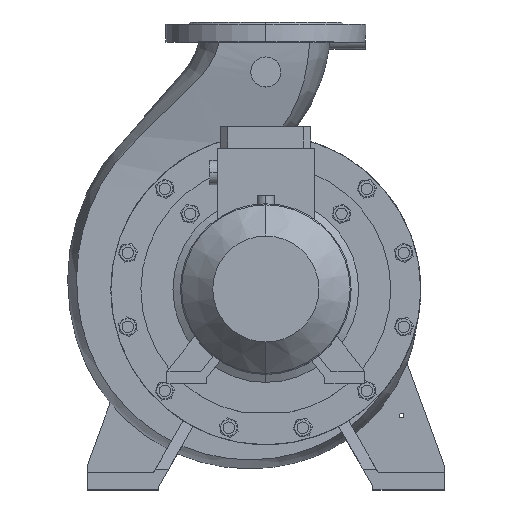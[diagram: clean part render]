
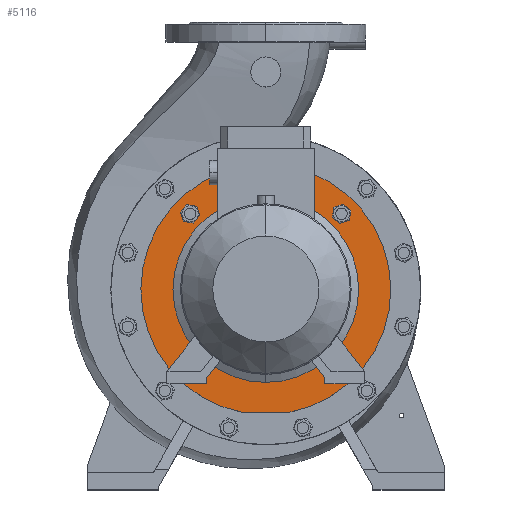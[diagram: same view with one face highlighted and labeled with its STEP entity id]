
A CAD part, top view. The second image highlights one B-rep face of the part: STEP entity #5116.
In plain terms, the highlighted planar face has unit normal (0, 0, 1).
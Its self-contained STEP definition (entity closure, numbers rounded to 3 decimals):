
#96 = CARTESIAN_POINT ( 'NONE',  ( 0., 0., 265. ) ) ;
#104 = AXIS2_PLACEMENT_3D ( 'NONE', #45472, #51102, #55797 ) ;
#631 = CARTESIAN_POINT ( 'NONE',  ( 117.293, -108.046, 265. ) ) ;
#1675 = CIRCLE ( 'NONE', #11143, 11.4 ) ;
#3932 = ORIENTED_EDGE ( 'NONE', *, *, #68897, .T. ) ;
#4833 = FACE_BOUND ( 'NONE', #62475, .T. ) ;
#5116 = ADVANCED_FACE ( 'NONE', ( #64478, #4833, #34624, #60994, #59222, #70572 ), #5996, .T. ) ;
#5508 = CARTESIAN_POINT ( 'NONE',  ( 104.086, 94.839, 265. ) ) ;
#5996 = PLANE ( 'NONE',  #104 ) ;
#7182 = CIRCLE ( 'NONE', #23020, 11.4 ) ;
#7199 = VECTOR ( 'NONE', #56389, 1000. ) ;
#7256 = CARTESIAN_POINT ( 'NONE',  ( 94.839, -104.086, 265. ) ) ;
#7689 = DIRECTION ( 'NONE',  ( 0., 0., 1. ) ) ;
#7816 = EDGE_LOOP ( 'NONE', ( #3932, #46304 ) ) ;
#8180 = EDGE_CURVE ( 'NONE', #60937, #25235, #55330, .T. ) ;
#10680 = CIRCLE ( 'NONE', #66772, 11.4 ) ;
#10973 = EDGE_CURVE ( 'NONE', #66572, #35027, #10680, .T. ) ;
#11006 = EDGE_LOOP ( 'NONE', ( #34071, #16545 ) ) ;
#11143 = AXIS2_PLACEMENT_3D ( 'NONE', #38876, #72462, #44787 ) ;
#12930 = VERTEX_POINT ( 'NONE', #64587 ) ;
#13256 = CARTESIAN_POINT ( 'NONE',  ( 106.066, -106.066, 265. ) ) ;
#13382 = DIRECTION ( 'NONE',  ( 0., -1., 0. ) ) ;
#14461 = DIRECTION ( 'NONE',  ( 0., 0., -1. ) ) ;
#15016 = DIRECTION ( 'NONE',  ( 0., 1., 0. ) ) ;
#16089 = VERTEX_POINT ( 'NONE', #7256 ) ;
#16381 = DIRECTION ( 'NONE',  ( 0., 0., 1. ) ) ;
#16545 = ORIENTED_EDGE ( 'NONE', *, *, #62495, .T. ) ;
#17308 = CIRCLE ( 'NONE', #26329, 130. ) ;
#17766 = CARTESIAN_POINT ( 'NONE',  ( 106.066, 106.066, 265. ) ) ;
#19528 = ORIENTED_EDGE ( 'NONE', *, *, #56567, .T. ) ;
#21298 = DIRECTION ( 'NONE',  ( 0., 0., -1. ) ) ;
#22904 = VERTEX_POINT ( 'NONE', #36624 ) ;
#23020 = AXIS2_PLACEMENT_3D ( 'NONE', #48097, #14461, #47149 ) ;
#24452 = CIRCLE ( 'NONE', #51093, 11.4 ) ;
#24650 = ORIENTED_EDGE ( 'NONE', *, *, #10973, .F. ) ;
#25193 = DIRECTION ( 'NONE',  ( 0., 0., 1. ) ) ;
#25235 = VERTEX_POINT ( 'NONE', #40737 ) ;
#26310 = EDGE_CURVE ( 'NONE', #44238, #60937, #36899, .T. ) ;
#26329 = AXIS2_PLACEMENT_3D ( 'NONE', #62291, #28677, #27959 ) ;
#27959 = DIRECTION ( 'NONE',  ( 0., 1., 0. ) ) ;
#28677 = DIRECTION ( 'NONE',  ( 0., 0., -1. ) ) ;
#29673 = ORIENTED_EDGE ( 'NONE', *, *, #54588, .F. ) ;
#30533 = CARTESIAN_POINT ( 'NONE',  ( -106.066, -106.066, 265. ) ) ;
#30964 = DIRECTION ( 'NONE',  ( 0., 0., -1. ) ) ;
#31134 = ORIENTED_EDGE ( 'NONE', *, *, #39825, .T. ) ;
#33270 = DIRECTION ( 'NONE',  ( 0., -1., 0. ) ) ;
#33394 = VERTEX_POINT ( 'NONE', #5508 ) ;
#33782 = EDGE_LOOP ( 'NONE', ( #19528, #68762, #34457 ) ) ;
#33895 = DIRECTION ( 'NONE',  ( 0., 1., 0. ) ) ;
#33915 = ORIENTED_EDGE ( 'NONE', *, *, #63880, .F. ) ;
#34071 = ORIENTED_EDGE ( 'NONE', *, *, #56444, .T. ) ;
#34423 = DIRECTION ( 'NONE',  ( 0., 0., -1. ) ) ;
#34457 = ORIENTED_EDGE ( 'NONE', *, *, #26310, .F. ) ;
#34624 = FACE_BOUND ( 'NONE', #62561, .T. ) ;
#35027 = VERTEX_POINT ( 'NONE', #55282 ) ;
#36281 = CARTESIAN_POINT ( 'NONE',  ( 0., 0., 265. ) ) ;
#36530 = DIRECTION ( 'NONE',  ( 0., 1., 0. ) ) ;
#36624 = CARTESIAN_POINT ( 'NONE',  ( 0., 130., 265. ) ) ;
#36899 = CIRCLE ( 'NONE', #44579, 175. ) ;
#38876 = CARTESIAN_POINT ( 'NONE',  ( 106.066, -106.066, 265. ) ) ;
#39464 = DIRECTION ( 'NONE',  ( 0., 0., -1. ) ) ;
#39825 = EDGE_CURVE ( 'NONE', #60761, #33394, #40975, .T. ) ;
#40019 = AXIS2_PLACEMENT_3D ( 'NONE', #13256, #7689, #52078 ) ;
#40737 = CARTESIAN_POINT ( 'NONE',  ( 32.265, -172., 265. ) ) ;
#40975 = CIRCLE ( 'NONE', #65408, 11.4 ) ;
#42788 = CARTESIAN_POINT ( 'NONE',  ( 0., 0., 265. ) ) ;
#43286 = VERTEX_POINT ( 'NONE', #631 ) ;
#43879 = EDGE_CURVE ( 'NONE', #12930, #22904, #17308, .T. ) ;
#43880 = AXIS2_PLACEMENT_3D ( 'NONE', #42788, #30964, #15016 ) ;
#44148 = ORIENTED_EDGE ( 'NONE', *, *, #59949, .F. ) ;
#44238 = VERTEX_POINT ( 'NONE', #48410 ) ;
#44579 = AXIS2_PLACEMENT_3D ( 'NONE', #36281, #64725, #36530 ) ;
#44787 = DIRECTION ( 'NONE',  ( 0., -1., 0. ) ) ;
#45472 = CARTESIAN_POINT ( 'NONE',  ( 0., 175., 265. ) ) ;
#45651 = CARTESIAN_POINT ( 'NONE',  ( 108.046, 117.293, 265. ) ) ;
#46304 = ORIENTED_EDGE ( 'NONE', *, *, #43879, .T. ) ;
#46629 = CIRCLE ( 'NONE', #43880, 130. ) ;
#47149 = DIRECTION ( 'NONE',  ( 0., -1., 0. ) ) ;
#48097 = CARTESIAN_POINT ( 'NONE',  ( 106.066, 106.066, 265. ) ) ;
#48181 = CARTESIAN_POINT ( 'NONE',  ( -117.293, 108.046, 265. ) ) ;
#48185 = EDGE_LOOP ( 'NONE', ( #33915, #44148 ) ) ;
#48410 = CARTESIAN_POINT ( 'NONE',  ( -32.265, -172., 265. ) ) ;
#48419 = CARTESIAN_POINT ( 'NONE',  ( -108.046, -117.293, 265. ) ) ;
#49047 = VERTEX_POINT ( 'NONE', #52441 ) ;
#50029 = CARTESIAN_POINT ( 'NONE',  ( -106.066, -106.066, 265. ) ) ;
#50352 = AXIS2_PLACEMENT_3D ( 'NONE', #54945, #21298, #62209 ) ;
#50537 = EDGE_CURVE ( 'NONE', #33394, #60761, #7182, .T. ) ;
#50547 = CARTESIAN_POINT ( 'NONE',  ( -106.066, 106.066, 265. ) ) ;
#51093 = AXIS2_PLACEMENT_3D ( 'NONE', #30533, #25193, #13382 ) ;
#51102 = DIRECTION ( 'NONE',  ( 0., 0., 1. ) ) ;
#51415 = DIRECTION ( 'NONE',  ( 0., -1., 0. ) ) ;
#51957 = CIRCLE ( 'NONE', #50352, 11.4 ) ;
#52078 = DIRECTION ( 'NONE',  ( 0., -1., 0. ) ) ;
#52441 = CARTESIAN_POINT ( 'NONE',  ( -94.839, 104.086, 265. ) ) ;
#54588 = EDGE_CURVE ( 'NONE', #35027, #66572, #24452, .T. ) ;
#54945 = CARTESIAN_POINT ( 'NONE',  ( -106.066, 106.066, 265. ) ) ;
#55282 = CARTESIAN_POINT ( 'NONE',  ( -104.086, -94.839, 265. ) ) ;
#55330 = CIRCLE ( 'NONE', #70288, 175. ) ;
#55797 = DIRECTION ( 'NONE',  ( 0., -1., 0. ) ) ;
#56165 = CARTESIAN_POINT ( 'NONE',  ( -175., -172., 265. ) ) ;
#56282 = CIRCLE ( 'NONE', #72346, 11.4 ) ;
#56389 = DIRECTION ( 'NONE',  ( 1., 0., 0. ) ) ;
#56444 = EDGE_CURVE ( 'NONE', #49047, #68975, #51957, .T. ) ;
#56567 = EDGE_CURVE ( 'NONE', #44238, #25235, #71241, .T. ) ;
#59222 = FACE_OUTER_BOUND ( 'NONE', #33782, .T. ) ;
#59949 = EDGE_CURVE ( 'NONE', #43286, #16089, #1675, .T. ) ;
#60761 = VERTEX_POINT ( 'NONE', #45651 ) ;
#60937 = VERTEX_POINT ( 'NONE', #68855 ) ;
#60994 = FACE_BOUND ( 'NONE', #48185, .T. ) ;
#61190 = CIRCLE ( 'NONE', #40019, 11.4 ) ;
#62209 = DIRECTION ( 'NONE',  ( 0., -1., 0. ) ) ;
#62291 = CARTESIAN_POINT ( 'NONE',  ( 0., 0., 265. ) ) ;
#62475 = EDGE_LOOP ( 'NONE', ( #69688, #31134 ) ) ;
#62495 = EDGE_CURVE ( 'NONE', #68975, #49047, #56282, .T. ) ;
#62561 = EDGE_LOOP ( 'NONE', ( #29673, #24650 ) ) ;
#63880 = EDGE_CURVE ( 'NONE', #16089, #43286, #61190, .T. ) ;
#64478 = FACE_BOUND ( 'NONE', #11006, .T. ) ;
#64587 = CARTESIAN_POINT ( 'NONE',  ( 0., -130., 265. ) ) ;
#64725 = DIRECTION ( 'NONE',  ( 0., 0., -1. ) ) ;
#65408 = AXIS2_PLACEMENT_3D ( 'NONE', #17766, #34423, #51415 ) ;
#66572 = VERTEX_POINT ( 'NONE', #48419 ) ;
#66772 = AXIS2_PLACEMENT_3D ( 'NONE', #50029, #16381, #33270 ) ;
#66917 = DIRECTION ( 'NONE',  ( 0., -1., 0. ) ) ;
#67490 = DIRECTION ( 'NONE',  ( 0., 0., -1. ) ) ;
#68762 = ORIENTED_EDGE ( 'NONE', *, *, #8180, .F. ) ;
#68855 = CARTESIAN_POINT ( 'NONE',  ( 0., 175., 265. ) ) ;
#68897 = EDGE_CURVE ( 'NONE', #22904, #12930, #46629, .T. ) ;
#68975 = VERTEX_POINT ( 'NONE', #48181 ) ;
#69688 = ORIENTED_EDGE ( 'NONE', *, *, #50537, .T. ) ;
#70288 = AXIS2_PLACEMENT_3D ( 'NONE', #96, #67490, #33895 ) ;
#70572 = FACE_BOUND ( 'NONE', #7816, .T. ) ;
#71241 = LINE ( 'NONE', #56165, #7199 ) ;
#72346 = AXIS2_PLACEMENT_3D ( 'NONE', #50547, #39464, #66917 ) ;
#72462 = DIRECTION ( 'NONE',  ( 0., 0., 1. ) ) ;
